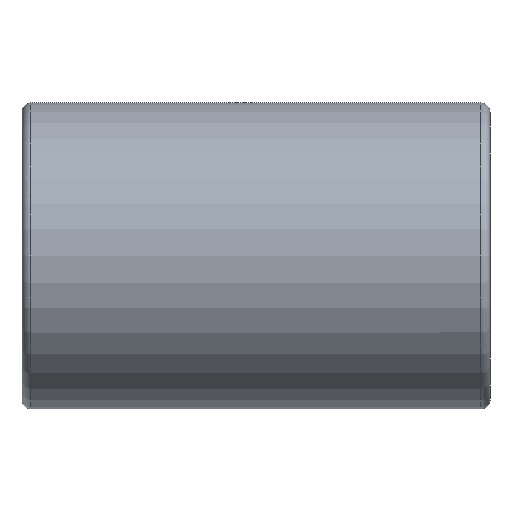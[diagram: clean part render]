
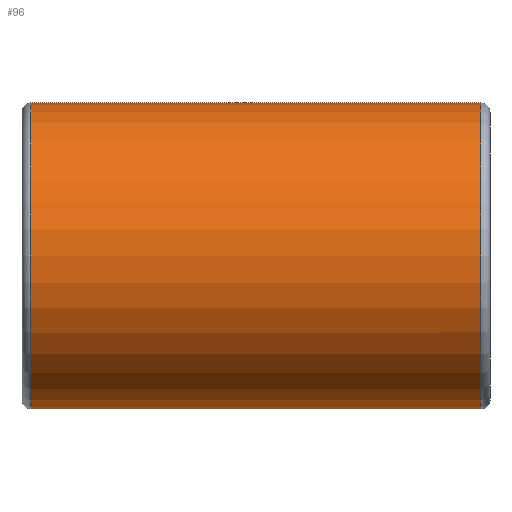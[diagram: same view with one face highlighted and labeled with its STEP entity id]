
A CAD part, front view. The second image highlights one B-rep face of the part: STEP entity #96.
In plain terms, the highlighted cylindrical face has radius 8.5 mm (diameter 17 mm), a full revolution.
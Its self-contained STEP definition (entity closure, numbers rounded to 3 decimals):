
#19=LINE('',#184,#21);
#21=VECTOR('',#151,8.5);
#23=CYLINDRICAL_SURFACE('',#126,8.5);
#26=FACE_OUTER_BOUND('',#32,.T.);
#32=EDGE_LOOP('',(#74,#75,#76,#77,#78,#79));
#41=CIRCLE('',#124,8.5);
#42=CIRCLE('',#125,8.5);
#43=CIRCLE('',#127,8.5);
#44=CIRCLE('',#128,8.5);
#50=VERTEX_POINT('',#177);
#51=VERTEX_POINT('',#179);
#52=VERTEX_POINT('',#183);
#53=VERTEX_POINT('',#185);
#59=EDGE_CURVE('',#50,#51,#41,.T.);
#60=EDGE_CURVE('',#51,#50,#42,.T.);
#61=EDGE_CURVE('',#51,#52,#19,.T.);
#62=EDGE_CURVE('',#53,#52,#43,.T.);
#63=EDGE_CURVE('',#52,#53,#44,.T.);
#74=ORIENTED_EDGE('',*,*,#60,.F.);
#75=ORIENTED_EDGE('',*,*,#61,.T.);
#76=ORIENTED_EDGE('',*,*,#62,.F.);
#77=ORIENTED_EDGE('',*,*,#63,.F.);
#78=ORIENTED_EDGE('',*,*,#61,.F.);
#79=ORIENTED_EDGE('',*,*,#59,.F.);
#96=ADVANCED_FACE('',(#26),#23,.T.);
#124=AXIS2_PLACEMENT_3D('',#180,#145,#146);
#125=AXIS2_PLACEMENT_3D('',#181,#147,#148);
#126=AXIS2_PLACEMENT_3D('',#182,#149,#150);
#127=AXIS2_PLACEMENT_3D('',#186,#152,#153);
#128=AXIS2_PLACEMENT_3D('',#187,#154,#155);
#145=DIRECTION('center_axis',(1.,0.,0.));
#146=DIRECTION('ref_axis',(0.,-1.,0.));
#147=DIRECTION('center_axis',(1.,0.,0.));
#148=DIRECTION('ref_axis',(0.,-1.,0.));
#149=DIRECTION('center_axis',(1.,0.,0.));
#150=DIRECTION('ref_axis',(0.,1.,0.));
#151=DIRECTION('',(-1.,0.,0.));
#152=DIRECTION('center_axis',(-1.,0.,0.));
#153=DIRECTION('ref_axis',(0.,-1.,0.));
#154=DIRECTION('center_axis',(-1.,0.,0.));
#155=DIRECTION('ref_axis',(0.,-1.,0.));
#177=CARTESIAN_POINT('',(12.5,0.,8.5));
#179=CARTESIAN_POINT('',(12.5,-8.5,0.));
#180=CARTESIAN_POINT('Origin',(12.5,0.,0.));
#181=CARTESIAN_POINT('Origin',(12.5,0.,0.));
#182=CARTESIAN_POINT('Origin',(0.,0.,0.));
#183=CARTESIAN_POINT('',(-12.5,-8.5,0.));
#184=CARTESIAN_POINT('',(0.,-8.5,0.));
#185=CARTESIAN_POINT('',(-12.5,0.,8.5));
#186=CARTESIAN_POINT('Origin',(-12.5,0.,0.));
#187=CARTESIAN_POINT('Origin',(-12.5,0.,0.));
